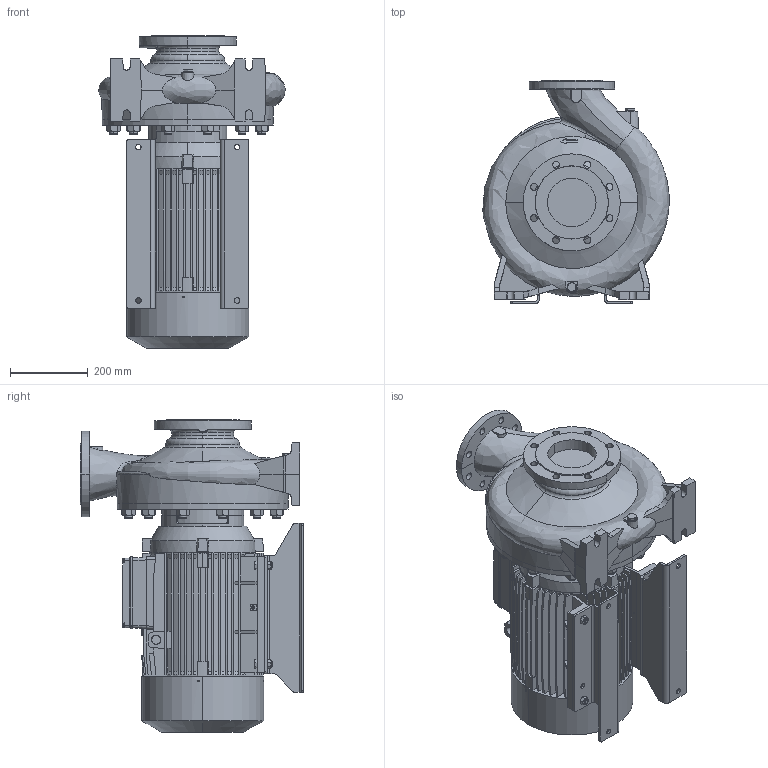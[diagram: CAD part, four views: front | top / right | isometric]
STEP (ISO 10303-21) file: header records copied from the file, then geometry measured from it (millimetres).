
FILE_DESCRIPTION (( 'STEP AP214' ), '1' );
FILE_NAME ('4_93_493_35_REV01.step', '2022-02-18T08:14:59', ( '' ), ( '' ), 'SwSTEP 2.0', 'SolidWorks 2020', '' );
FILE_SCHEMA (( 'AUTOMOTIVE_DESIGN' ));
Length unit declared in the file: millimetre
Products named in the file (2): 4_93_493_35_REV01; Copia di 4_93_493_35_REV01^4_93_493_35_REV01
Assembly tree (1 placements, depth 2):
  4_93_493_35_REV01
    Copia di 4_93_493_35_REV01^4_93_493_35_REV01
Bounding box: 479.76 x 575 x 805 mm (x, y, z)
Volume: 69446691.4 mm3; surface area: 3573920.1 mm2
Topology: 38 solids, 38 shells, 3542 faces, 9542 edges, 6222 vertices
Faces by surface type: plane 1398, bspline 1167, cylinder 529, cone 426, torus 14, sphere 8
Entity records: 160430 total; most frequent: CARTESIAN_POINT 77986, ORIENTED_EDGE 19082, DIRECTION 13368, EDGE_CURVE 9541, VERTEX_POINT 6222, LINE 5688, VECTOR 5688, AXIS2_PLACEMENT_3D 3840
